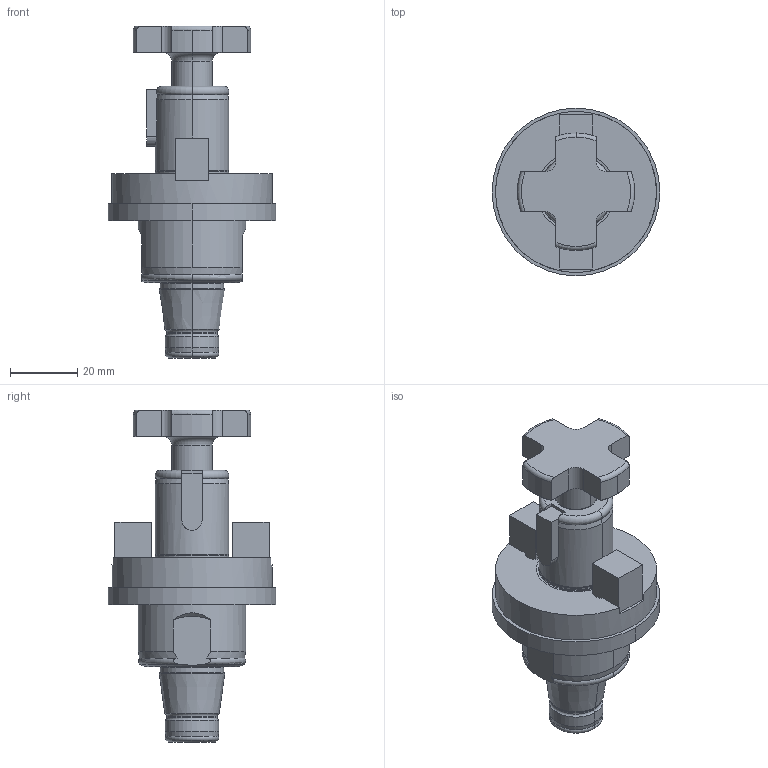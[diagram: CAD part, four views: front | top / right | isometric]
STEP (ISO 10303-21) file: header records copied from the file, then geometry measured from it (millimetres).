
FILE_DESCRIPTION(/* description */ (''),/* implementation_level */ '2;1');
FILE_NAME(/* name */ 'W9990725_A__specification_W9990725_Aussen_.stp',/* time_stamp */ '2013-02-18T08:23:15+01:00',/* author */ (''),/* organization */ (''),/* preprocessor_version */ 'ST-DEVELOPER v11',/* originating_system */ 'SIEMENS PLM Software NX 7.5',/* authorisation */ '');
FILE_SCHEMA (('AUTOMOTIVE_DESIGN { 1 0 10303 214 1 1 1 1 }'));
Length unit declared in the file: millimetre
Products named in the file (1): webeA84Ael14
Bounding box: 50 x 50 x 99 mm (x, y, z)
Volume: 64011.3 mm3; surface area: 15368.9 mm2
Topology: 2 solids, 2 shells, 165 faces, 406 edges, 252 vertices
Faces by surface type: plane 60, cylinder 42, cone 31, torus 29, extrusion 3
Full cylindrical faces by diameter (mm): 48 x1
Entity records: 5496 total; most frequent: CARTESIAN_POINT 1431, DIRECTION 839, ORIENTED_EDGE 808, EDGE_CURVE 404, AXIS2_PLACEMENT_3D 325, VERTEX_POINT 251, VECTOR 189, LINE 186
